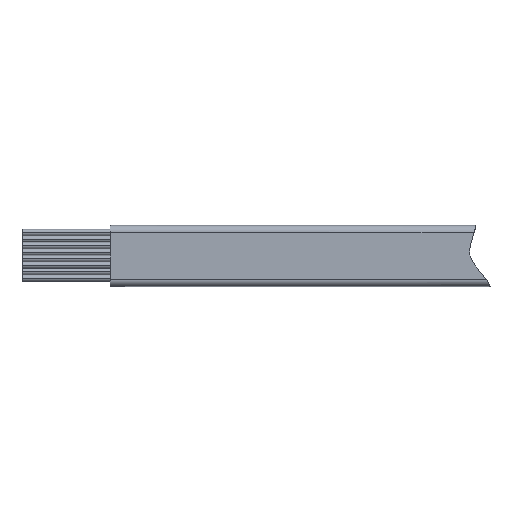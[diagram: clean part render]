
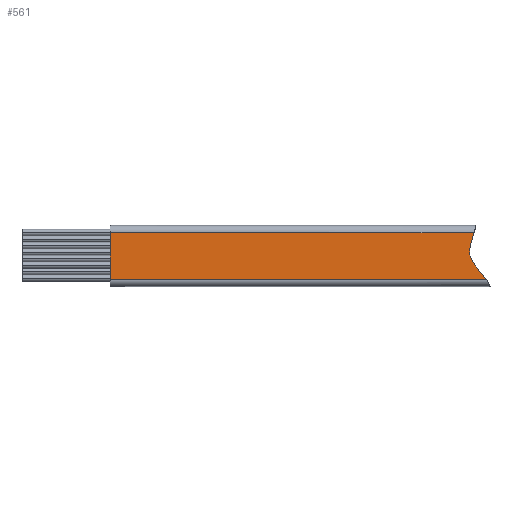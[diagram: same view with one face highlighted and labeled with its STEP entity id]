
A CAD part, top view. The second image highlights one B-rep face of the part: STEP entity #561.
In plain terms, the highlighted planar face has unit normal (0, 0, 1).
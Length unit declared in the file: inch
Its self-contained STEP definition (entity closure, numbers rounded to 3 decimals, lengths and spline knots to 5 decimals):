
#202 = CARTESIAN_POINT ( 'NONE',  ( -2., 0.133, 0.045 ) ) ;
#203 = DIRECTION ( 'NONE',  ( 0., -1., 0. ) ) ;
#204 = VECTOR ( 'NONE', #203, 39.37008 ) ;
#205 = CARTESIAN_POINT ( 'NONE',  ( -2., 0.173, 0.045 ) ) ;
#206 = LINE ( 'NONE', #205, #204 ) ;
#207 = CARTESIAN_POINT ( 'NONE',  ( -2., -0.133, 0.045 ) ) ;
#377 = EDGE_LOOP ( 'NONE', ( #553, #557, #559, #562 ) ) ;
#411 = VERTEX_POINT ( 'NONE', #207 ) ;
#413 = EDGE_CURVE ( 'NONE', #414, #411, #206, .T. ) ;
#414 = VERTEX_POINT ( 'NONE', #202 ) ;
#553 = ORIENTED_EDGE ( 'NONE', *, *, #554, .F. ) ;
#554 = EDGE_CURVE ( 'NONE', #555, #556, #1242, .T. ) ;
#555 = VERTEX_POINT ( 'NONE', #1284 ) ;
#556 = VERTEX_POINT ( 'NONE', #1283 ) ;
#557 = ORIENTED_EDGE ( 'NONE', *, *, #558, .T. ) ;
#558 = EDGE_CURVE ( 'NONE', #555, #414, #1281, .T. ) ;
#559 = ORIENTED_EDGE ( 'NONE', *, *, #413, .T. ) ;
#561 = ADVANCED_FACE ( 'NONE', ( #1277 ), #1259, .T. ) ;
#562 = ORIENTED_EDGE ( 'NONE', *, *, #563, .T. ) ;
#563 = EDGE_CURVE ( 'NONE', #411, #556, #1307, .T. ) ;
#1239 = CARTESIAN_POINT ( 'NONE',  ( 0.06409, 0.133, 0.045 ) ) ;
#1242 = B_SPLINE_CURVE_WITH_KNOTS ( 'NONE', 3,
 ( #1239, #1522, #1520, #1521, #1519 ),
 .UNSPECIFIED., .F., .F.,
 ( 4, 1, 4 ),
 ( 0.39159, 0.41665, 0.44532 ),
 .UNSPECIFIED. ) ;
#1258 = AXIS2_PLACEMENT_3D ( 'NONE', #1311, #1310, #1309 ) ;
#1259 = PLANE ( 'NONE',  #1258 ) ;
#1277 = FACE_OUTER_BOUND ( 'NONE', #377, .T. ) ;
#1278 = DIRECTION ( 'NONE',  ( -1., 0., 0. ) ) ;
#1279 = VECTOR ( 'NONE', #1278, 39.37008 ) ;
#1280 = CARTESIAN_POINT ( 'NONE',  ( -2., 0.133, 0.045 ) ) ;
#1281 = LINE ( 'NONE', #1280, #1279 ) ;
#1283 = CARTESIAN_POINT ( 'NONE',  ( 0.13329, -0.133, 0.045 ) ) ;
#1284 = CARTESIAN_POINT ( 'NONE',  ( 0.06409, 0.133, 0.045 ) ) ;
#1304 = DIRECTION ( 'NONE',  ( 1., 0., 0. ) ) ;
#1305 = VECTOR ( 'NONE', #1304, 39.37008 ) ;
#1306 = CARTESIAN_POINT ( 'NONE',  ( 2., -0.133, 0.045 ) ) ;
#1307 = LINE ( 'NONE', #1306, #1305 ) ;
#1309 = DIRECTION ( 'NONE',  ( 1., 0., 0. ) ) ;
#1310 = DIRECTION ( 'NONE',  ( 0., 0., 1. ) ) ;
#1311 = CARTESIAN_POINT ( 'NONE',  ( -2., -0.173, 0.045 ) ) ;
#1519 = CARTESIAN_POINT ( 'NONE',  ( 0.13329, -0.133, 0.045 ) ) ;
#1520 = CARTESIAN_POINT ( 'NONE',  ( 0.00985, -0.01017, 0.045 ) ) ;
#1521 = CARTESIAN_POINT ( 'NONE',  ( 0.10228, -0.08756, 0.045 ) ) ;
#1522 = CARTESIAN_POINT ( 'NONE',  ( 0.0506, 0.08468, 0.045 ) ) ;
